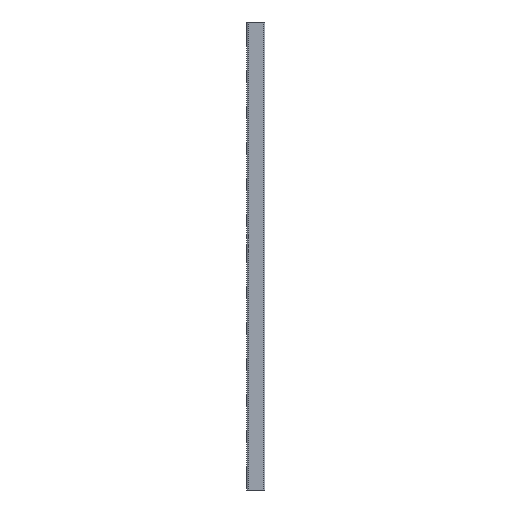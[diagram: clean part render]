
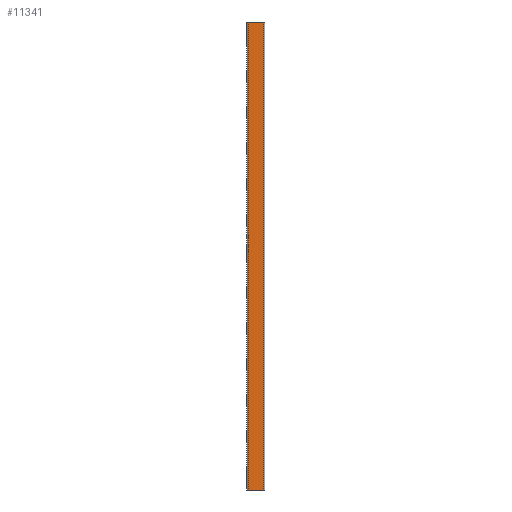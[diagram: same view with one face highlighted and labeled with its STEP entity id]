
A CAD part, left-side view. The second image highlights one B-rep face of the part: STEP entity #11341.
In plain terms, the highlighted planar face has unit normal (-1, 0, 0).
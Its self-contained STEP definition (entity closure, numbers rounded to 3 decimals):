
#3953 = VECTOR ( 'NONE', #23333, 1000. ) ;
#3955 = VECTOR ( 'NONE', #7343, 1000. ) ;
#4232 = ORIENTED_EDGE ( 'NONE', *, *, #24988, .F. ) ;
#5763 = CARTESIAN_POINT ( 'NONE',  ( -12., 0.5, 208. ) ) ;
#6606 = CARTESIAN_POINT ( 'NONE',  ( -12., 7.5, 208. ) ) ;
#7288 = VERTEX_POINT ( 'NONE', #37769 ) ;
#7343 = DIRECTION ( 'NONE',  ( 0., -1., 0. ) ) ;
#7645 = DIRECTION ( 'NONE',  ( 0., 0., -1. ) ) ;
#9786 = EDGE_CURVE ( 'NONE', #29028, #21308, #11754, .T. ) ;
#10026 = CARTESIAN_POINT ( 'NONE',  ( -12., 8., 208. ) ) ;
#11341 = ADVANCED_FACE ( 'NONE', ( #34742 ), #34057, .F. ) ;
#11754 = LINE ( 'NONE', #35058, #3953 ) ;
#14955 = LINE ( 'NONE', #28844, #28803 ) ;
#15291 = EDGE_CURVE ( 'NONE', #7288, #29028, #36373, .T. ) ;
#15766 = CARTESIAN_POINT ( 'NONE',  ( -12., 0.5, 0. ) ) ;
#17175 = AXIS2_PLACEMENT_3D ( 'NONE', #37033, #25326, #7645 ) ;
#19553 = LINE ( 'NONE', #10026, #3955 ) ;
#21308 = VERTEX_POINT ( 'NONE', #15766 ) ;
#23333 = DIRECTION ( 'NONE',  ( 0., -1., 0. ) ) ;
#24134 = DIRECTION ( 'NONE',  ( 0., 0., -1. ) ) ;
#24988 = EDGE_CURVE ( 'NONE', #7288, #37115, #19553, .T. ) ;
#25137 = EDGE_CURVE ( 'NONE', #21308, #37115, #14955, .T. ) ;
#25326 = DIRECTION ( 'NONE',  ( 1., 0., 0. ) ) ;
#25926 = CARTESIAN_POINT ( 'NONE',  ( -12., 7.5, 0. ) ) ;
#26118 = ORIENTED_EDGE ( 'NONE', *, *, #15291, .T. ) ;
#28019 = ORIENTED_EDGE ( 'NONE', *, *, #9786, .T. ) ;
#28507 = VECTOR ( 'NONE', #24134, 1000. ) ;
#28803 = VECTOR ( 'NONE', #37725, 1000. ) ;
#28844 = CARTESIAN_POINT ( 'NONE',  ( -12., 0.5, 208. ) ) ;
#29028 = VERTEX_POINT ( 'NONE', #25926 ) ;
#33716 = EDGE_LOOP ( 'NONE', ( #28019, #36176, #4232, #26118 ) ) ;
#34057 = PLANE ( 'NONE',  #17175 ) ;
#34742 = FACE_OUTER_BOUND ( 'NONE', #33716, .T. ) ;
#35058 = CARTESIAN_POINT ( 'NONE',  ( -12., 8., 0. ) ) ;
#36176 = ORIENTED_EDGE ( 'NONE', *, *, #25137, .T. ) ;
#36373 = LINE ( 'NONE', #6606, #28507 ) ;
#37033 = CARTESIAN_POINT ( 'NONE',  ( -12., 8., 208. ) ) ;
#37115 = VERTEX_POINT ( 'NONE', #5763 ) ;
#37725 = DIRECTION ( 'NONE',  ( 0., 0., 1. ) ) ;
#37769 = CARTESIAN_POINT ( 'NONE',  ( -12., 7.5, 208. ) ) ;
